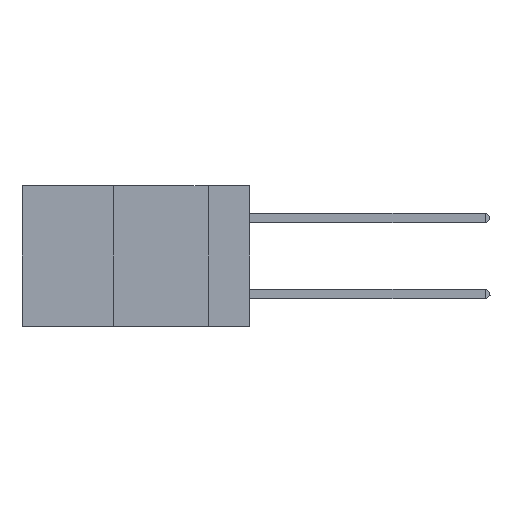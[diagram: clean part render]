
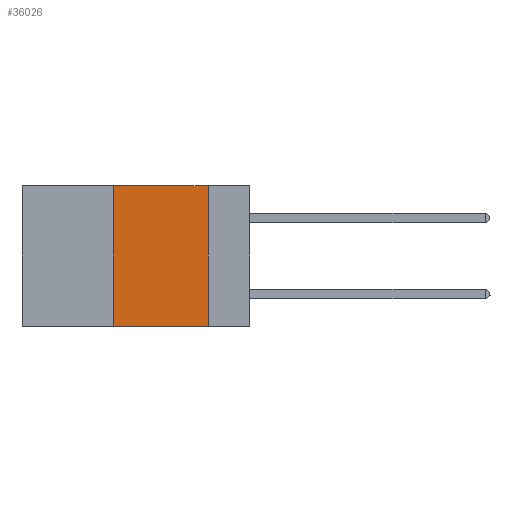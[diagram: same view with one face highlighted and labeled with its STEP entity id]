
A CAD part, left-side view. The second image highlights one B-rep face of the part: STEP entity #36026.
In plain terms, the highlighted planar face has unit normal (-1, 0, 0).
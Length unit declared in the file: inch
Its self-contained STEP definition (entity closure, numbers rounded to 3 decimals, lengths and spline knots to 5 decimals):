
#1043 = ORIENTED_EDGE ( 'NONE', *, *, #12085, .F. ) ;
#4136 = CARTESIAN_POINT ( 'NONE',  ( 0., 0.36, 0. ) ) ;
#4372 = VERTEX_POINT ( 'NONE', #33020 ) ;
#4610 = EDGE_LOOP ( 'NONE', ( #25017, #5982, #1043, #15576 ) ) ;
#5982 = ORIENTED_EDGE ( 'NONE', *, *, #26988, .F. ) ;
#6943 = FACE_OUTER_BOUND ( 'NONE', #4610, .T. ) ;
#7835 = CARTESIAN_POINT ( 'NONE',  ( 0., 0.11, -0.37 ) ) ;
#10022 = VERTEX_POINT ( 'NONE', #16394 ) ;
#12085 = EDGE_CURVE ( 'NONE', #10022, #4372, #42621, .T. ) ;
#12713 = LINE ( 'NONE', #28411, #35486 ) ;
#13633 = LINE ( 'NONE', #41782, #14674 ) ;
#13897 = CARTESIAN_POINT ( 'NONE',  ( 0., 0.6, 0. ) ) ;
#14190 = DIRECTION ( 'NONE',  ( 1., 0., 0. ) ) ;
#14674 = VECTOR ( 'NONE', #31964, 39.37008 ) ;
#15016 = DIRECTION ( 'NONE',  ( 0., 0., -1. ) ) ;
#15576 = ORIENTED_EDGE ( 'NONE', *, *, #19296, .T. ) ;
#16394 = CARTESIAN_POINT ( 'NONE',  ( 0., 0.36, -0.37 ) ) ;
#19296 = EDGE_CURVE ( 'NONE', #10022, #29409, #41820, .T. ) ;
#23270 = CARTESIAN_POINT ( 'NONE',  ( 0., 0.6, -0.37 ) ) ;
#23428 = VECTOR ( 'NONE', #27275, 39.37008 ) ;
#23836 = DIRECTION ( 'NONE',  ( 0., 0., -1. ) ) ;
#24238 = CARTESIAN_POINT ( 'NONE',  ( 0., 0.11, 0. ) ) ;
#25017 = ORIENTED_EDGE ( 'NONE', *, *, #35846, .F. ) ;
#26988 = EDGE_CURVE ( 'NONE', #4372, #33715, #13633, .T. ) ;
#27275 = DIRECTION ( 'NONE',  ( 0., 0., 1. ) ) ;
#28411 = CARTESIAN_POINT ( 'NONE',  ( 0., 0.11, 0. ) ) ;
#29409 = VERTEX_POINT ( 'NONE', #7835 ) ;
#31964 = DIRECTION ( 'NONE',  ( 0., -1., 0. ) ) ;
#33020 = CARTESIAN_POINT ( 'NONE',  ( 0., 0.36, 0. ) ) ;
#33048 = VECTOR ( 'NONE', #42568, 39.37008 ) ;
#33715 = VERTEX_POINT ( 'NONE', #24238 ) ;
#34120 = PLANE ( 'NONE',  #39409 ) ;
#35486 = VECTOR ( 'NONE', #15016, 39.37008 ) ;
#35846 = EDGE_CURVE ( 'NONE', #33715, #29409, #12713, .T. ) ;
#36026 = ADVANCED_FACE ( 'NONE', ( #6943 ), #34120, .F. ) ;
#39409 = AXIS2_PLACEMENT_3D ( 'NONE', #13897, #14190, #23836 ) ;
#41782 = CARTESIAN_POINT ( 'NONE',  ( 0., 0.6, 0. ) ) ;
#41820 = LINE ( 'NONE', #23270, #33048 ) ;
#42568 = DIRECTION ( 'NONE',  ( 0., -1., 0. ) ) ;
#42621 = LINE ( 'NONE', #4136, #23428 ) ;
